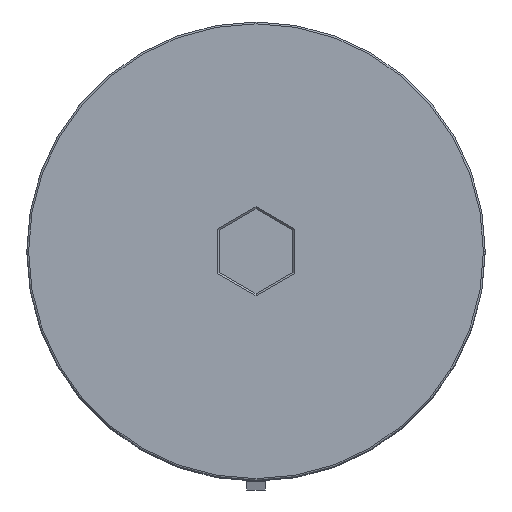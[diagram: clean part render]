
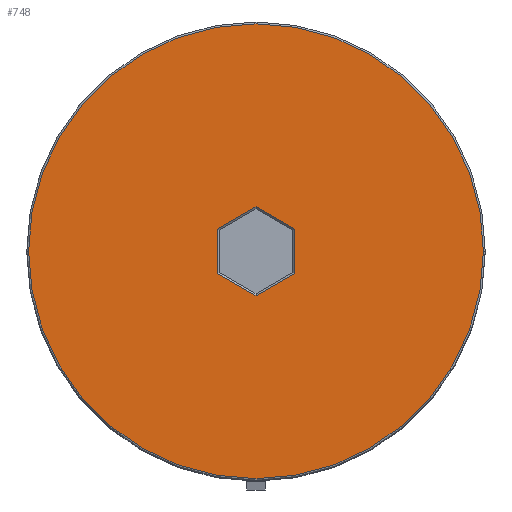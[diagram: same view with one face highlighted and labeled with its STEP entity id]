
A CAD part, top view. The second image highlights one B-rep face of the part: STEP entity #748.
In plain terms, the highlighted planar face has unit normal (0, 0, 1).
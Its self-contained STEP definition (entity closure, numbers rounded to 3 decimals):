
#23 = LINE ( 'NONE', #1457, #211 ) ;
#113 = EDGE_CURVE ( 'NONE', #1987, #998, #1595, .T. ) ;
#125 = DIRECTION ( 'NONE',  ( 1., 0., 0. ) ) ;
#131 = AXIS2_PLACEMENT_3D ( 'NONE', #2040, #749, #1240 ) ;
#161 = FACE_OUTER_BOUND ( 'NONE', #1759, .T. ) ;
#164 = CARTESIAN_POINT ( 'NONE',  ( -2.1, 1.155, 0. ) ) ;
#196 = LINE ( 'NONE', #829, #637 ) ;
#211 = VECTOR ( 'NONE', #485, 1000. ) ;
#271 = VECTOR ( 'NONE', #512, 1000. ) ;
#336 = ORIENTED_EDGE ( 'NONE', *, *, #1100, .T. ) ;
#367 = CARTESIAN_POINT ( 'NONE',  ( 0., -2.425, 0. ) ) ;
#453 = ORIENTED_EDGE ( 'NONE', *, *, #1858, .T. ) ;
#485 = DIRECTION ( 'NONE',  ( 0., -1., 0. ) ) ;
#489 = FACE_BOUND ( 'NONE', #1861, .T. ) ;
#512 = DIRECTION ( 'NONE',  ( 0., 1., 0. ) ) ;
#526 = VERTEX_POINT ( 'NONE', #1068 ) ;
#528 = DIRECTION ( 'NONE',  ( -0.866, -0.5, 0. ) ) ;
#540 = CIRCLE ( 'NONE', #1713, 12.4 ) ;
#543 = ORIENTED_EDGE ( 'NONE', *, *, #1760, .T. ) ;
#581 = CARTESIAN_POINT ( 'NONE',  ( 2.05, 1.241, 0. ) ) ;
#602 = CARTESIAN_POINT ( 'NONE',  ( 2.1, 1.212, 0. ) ) ;
#607 = CARTESIAN_POINT ( 'NONE',  ( 0., 0., 0. ) ) ;
#637 = VECTOR ( 'NONE', #1784, 1000. ) ;
#661 = ORIENTED_EDGE ( 'NONE', *, *, #1074, .T. ) ;
#748 = ADVANCED_FACE ( 'NONE', ( #161, #489 ), #759, .T. ) ;
#749 = DIRECTION ( 'NONE',  ( 0., 0., 1. ) ) ;
#759 = PLANE ( 'NONE',  #979 ) ;
#792 = DIRECTION ( 'NONE',  ( 0., 0., 1. ) ) ;
#794 = ORIENTED_EDGE ( 'NONE', *, *, #859, .T. ) ;
#829 = CARTESIAN_POINT ( 'NONE',  ( -2.05, -1.241, 0. ) ) ;
#846 = CARTESIAN_POINT ( 'NONE',  ( 0.05, -2.396, 0. ) ) ;
#859 = EDGE_CURVE ( 'NONE', #1469, #1987, #196, .T. ) ;
#920 = VERTEX_POINT ( 'NONE', #602 ) ;
#979 = AXIS2_PLACEMENT_3D ( 'NONE', #607, #792, #125 ) ;
#998 = VERTEX_POINT ( 'NONE', #1397 ) ;
#1068 = CARTESIAN_POINT ( 'NONE',  ( -12.4, 0., 0. ) ) ;
#1074 = EDGE_CURVE ( 'NONE', #526, #1785, #1954, .T. ) ;
#1075 = CARTESIAN_POINT ( 'NONE',  ( 0., 2.425, 0. ) ) ;
#1100 = EDGE_CURVE ( 'NONE', #998, #1886, #1586, .T. ) ;
#1224 = DIRECTION ( 'NONE',  ( 0.866, -0.5, 0. ) ) ;
#1236 = VECTOR ( 'NONE', #1377, 1000. ) ;
#1240 = DIRECTION ( 'NONE',  ( 1., 0., 0. ) ) ;
#1251 = CARTESIAN_POINT ( 'NONE',  ( 12.4, 0., 0. ) ) ;
#1319 = DIRECTION ( 'NONE',  ( 0., 0., 1. ) ) ;
#1363 = CARTESIAN_POINT ( 'NONE',  ( 2.1, -1.212, 0. ) ) ;
#1377 = DIRECTION ( 'NONE',  ( 0.866, 0.5, 0. ) ) ;
#1397 = CARTESIAN_POINT ( 'NONE',  ( -2.1, 1.212, 0. ) ) ;
#1457 = CARTESIAN_POINT ( 'NONE',  ( 2.1, -1.155, 0. ) ) ;
#1469 = VERTEX_POINT ( 'NONE', #367 ) ;
#1568 = CARTESIAN_POINT ( 'NONE',  ( -0.05, 2.396, 0. ) ) ;
#1586 = LINE ( 'NONE', #1568, #1236 ) ;
#1595 = LINE ( 'NONE', #164, #271 ) ;
#1606 = VERTEX_POINT ( 'NONE', #1363 ) ;
#1669 = ORIENTED_EDGE ( 'NONE', *, *, #1708, .T. ) ;
#1694 = LINE ( 'NONE', #846, #1849 ) ;
#1708 = EDGE_CURVE ( 'NONE', #920, #1606, #23, .T. ) ;
#1713 = AXIS2_PLACEMENT_3D ( 'NONE', #1932, #1319, #1969 ) ;
#1759 = EDGE_LOOP ( 'NONE', ( #453, #661 ) ) ;
#1760 = EDGE_CURVE ( 'NONE', #1606, #1469, #1694, .T. ) ;
#1784 = DIRECTION ( 'NONE',  ( -0.866, 0.5, 0. ) ) ;
#1785 = VERTEX_POINT ( 'NONE', #1251 ) ;
#1819 = VECTOR ( 'NONE', #1224, 1000. ) ;
#1829 = EDGE_CURVE ( 'NONE', #1886, #920, #2028, .T. ) ;
#1844 = ORIENTED_EDGE ( 'NONE', *, *, #1829, .T. ) ;
#1849 = VECTOR ( 'NONE', #528, 1000. ) ;
#1858 = EDGE_CURVE ( 'NONE', #1785, #526, #540, .T. ) ;
#1861 = EDGE_LOOP ( 'NONE', ( #543, #794, #2069, #336, #1844, #1669 ) ) ;
#1886 = VERTEX_POINT ( 'NONE', #1075 ) ;
#1932 = CARTESIAN_POINT ( 'NONE',  ( 0., 0., 0. ) ) ;
#1954 = CIRCLE ( 'NONE', #131, 12.4 ) ;
#1969 = DIRECTION ( 'NONE',  ( 1., 0., 0. ) ) ;
#1987 = VERTEX_POINT ( 'NONE', #2083 ) ;
#2028 = LINE ( 'NONE', #581, #1819 ) ;
#2040 = CARTESIAN_POINT ( 'NONE',  ( 0., 0., 0. ) ) ;
#2069 = ORIENTED_EDGE ( 'NONE', *, *, #113, .T. ) ;
#2083 = CARTESIAN_POINT ( 'NONE',  ( -2.1, -1.212, 0. ) ) ;
